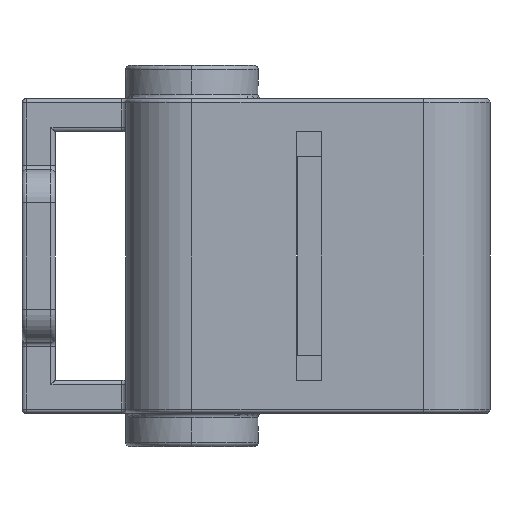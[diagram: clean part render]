
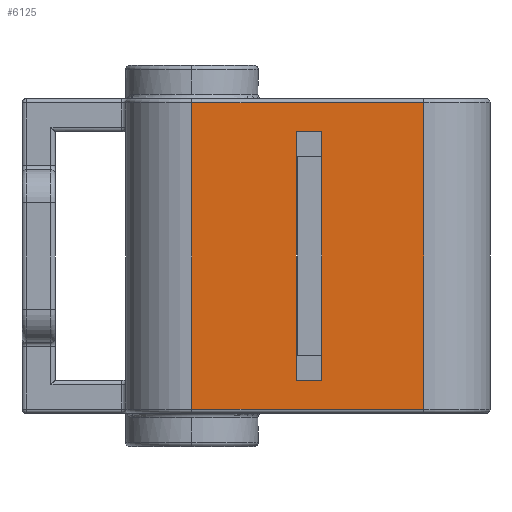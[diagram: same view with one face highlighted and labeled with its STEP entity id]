
A CAD part, front view. The second image highlights one B-rep face of the part: STEP entity #6125.
In plain terms, the highlighted face is planar.
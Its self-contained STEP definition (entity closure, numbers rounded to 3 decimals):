
#10 = VERTEX_POINT ( 'NONE', #408 ) ;
#54 = LINE ( 'NONE', #1225, #3234 ) ;
#133 = DIRECTION ( 'NONE',  ( 0., 0., 1. ) ) ;
#168 = CARTESIAN_POINT ( 'NONE',  ( -68., 0., 19. ) ) ;
#408 = CARTESIAN_POINT ( 'NONE',  ( -68., 0., 18.5 ) ) ;
#584 = DIRECTION ( 'NONE',  ( 0., 0., -1. ) ) ;
#607 = LINE ( 'NONE', #5649, #2415 ) ;
#1082 = CARTESIAN_POINT ( 'NONE',  ( -68., 0., 19. ) ) ;
#1186 = VERTEX_POINT ( 'NONE', #6490 ) ;
#1225 = CARTESIAN_POINT ( 'NONE',  ( -68., 12.6, -15. ) ) ;
#1429 = EDGE_CURVE ( 'NONE', #7170, #3672, #7168, .T. ) ;
#1435 = CARTESIAN_POINT ( 'NONE',  ( -68., 28., -18.5 ) ) ;
#1475 = ORIENTED_EDGE ( 'NONE', *, *, #4700, .T. ) ;
#1528 = CARTESIAN_POINT ( 'NONE',  ( -68., 15.7, -15. ) ) ;
#1709 = ORIENTED_EDGE ( 'NONE', *, *, #1429, .T. ) ;
#1719 = CARTESIAN_POINT ( 'NONE',  ( -68., 12.6, 15. ) ) ;
#1874 = CARTESIAN_POINT ( 'NONE',  ( -68., 28., 18.5 ) ) ;
#1975 = EDGE_CURVE ( 'NONE', #10, #7170, #2344, .T. ) ;
#2062 = CARTESIAN_POINT ( 'NONE',  ( -68., 0., -18.5 ) ) ;
#2118 = DIRECTION ( 'NONE',  ( 0., 1., 0. ) ) ;
#2167 = ORIENTED_EDGE ( 'NONE', *, *, #6880, .F. ) ;
#2176 = CARTESIAN_POINT ( 'NONE',  ( -68., 28., 19. ) ) ;
#2188 = LINE ( 'NONE', #1528, #2323 ) ;
#2216 = VERTEX_POINT ( 'NONE', #6197 ) ;
#2323 = VECTOR ( 'NONE', #5501, 1000. ) ;
#2344 = LINE ( 'NONE', #1874, #3054 ) ;
#2377 = DIRECTION ( 'NONE',  ( 0., 0., -1. ) ) ;
#2413 = DIRECTION ( 'NONE',  ( 0., 0., -1. ) ) ;
#2415 = VECTOR ( 'NONE', #2377, 1000. ) ;
#2578 = ORIENTED_EDGE ( 'NONE', *, *, #1975, .T. ) ;
#2732 = FACE_OUTER_BOUND ( 'NONE', #4792, .T. ) ;
#2804 = VERTEX_POINT ( 'NONE', #5539 ) ;
#3054 = VECTOR ( 'NONE', #4096, 1000. ) ;
#3234 = VECTOR ( 'NONE', #133, 1000. ) ;
#3471 = LINE ( 'NONE', #1719, #5196 ) ;
#3498 = VERTEX_POINT ( 'NONE', #4364 ) ;
#3520 = CARTESIAN_POINT ( 'NONE',  ( -68., 0., -18.5 ) ) ;
#3672 = VERTEX_POINT ( 'NONE', #1435 ) ;
#3850 = ORIENTED_EDGE ( 'NONE', *, *, #6819, .F. ) ;
#3913 = EDGE_CURVE ( 'NONE', #3498, #2216, #3471, .T. ) ;
#3952 = ORIENTED_EDGE ( 'NONE', *, *, #6117, .F. ) ;
#4096 = DIRECTION ( 'NONE',  ( 0., 1., 0. ) ) ;
#4221 = VECTOR ( 'NONE', #584, 1000. ) ;
#4364 = CARTESIAN_POINT ( 'NONE',  ( -68., 12.6, 15. ) ) ;
#4412 = DIRECTION ( 'NONE',  ( 1., 0., 0. ) ) ;
#4537 = AXIS2_PLACEMENT_3D ( 'NONE', #1082, #4412, #2118 ) ;
#4630 = VECTOR ( 'NONE', #2413, 1000. ) ;
#4700 = EDGE_CURVE ( 'NONE', #3672, #4811, #6882, .T. ) ;
#4792 = EDGE_LOOP ( 'NONE', ( #2167, #2578, #1709, #1475 ) ) ;
#4811 = VERTEX_POINT ( 'NONE', #2062 ) ;
#4947 = ORIENTED_EDGE ( 'NONE', *, *, #3913, .F. ) ;
#4954 = PLANE ( 'NONE',  #4537 ) ;
#5181 = LINE ( 'NONE', #168, #4630 ) ;
#5196 = VECTOR ( 'NONE', #7227, 1000. ) ;
#5282 = CARTESIAN_POINT ( 'NONE',  ( -68., 28., 18.5 ) ) ;
#5501 = DIRECTION ( 'NONE',  ( 0., -1., 0. ) ) ;
#5539 = CARTESIAN_POINT ( 'NONE',  ( -68., 15.7, -15. ) ) ;
#5649 = CARTESIAN_POINT ( 'NONE',  ( -68., 15.7, 15. ) ) ;
#5694 = EDGE_LOOP ( 'NONE', ( #4947, #6568, #3952, #3850 ) ) ;
#6117 = EDGE_CURVE ( 'NONE', #2804, #1186, #2188, .T. ) ;
#6125 = ADVANCED_FACE ( 'NONE', ( #2732, #7111 ), #4954, .F. ) ;
#6197 = CARTESIAN_POINT ( 'NONE',  ( -68., 15.7, 15. ) ) ;
#6389 = VECTOR ( 'NONE', #6839, 1000. ) ;
#6490 = CARTESIAN_POINT ( 'NONE',  ( -68., 12.6, -15. ) ) ;
#6568 = ORIENTED_EDGE ( 'NONE', *, *, #6860, .F. ) ;
#6819 = EDGE_CURVE ( 'NONE', #2216, #2804, #607, .T. ) ;
#6839 = DIRECTION ( 'NONE',  ( 0., -1., 0. ) ) ;
#6860 = EDGE_CURVE ( 'NONE', #1186, #3498, #54, .T. ) ;
#6880 = EDGE_CURVE ( 'NONE', #10, #4811, #5181, .T. ) ;
#6882 = LINE ( 'NONE', #3520, #6389 ) ;
#7111 = FACE_BOUND ( 'NONE', #5694, .T. ) ;
#7168 = LINE ( 'NONE', #2176, #4221 ) ;
#7170 = VERTEX_POINT ( 'NONE', #5282 ) ;
#7227 = DIRECTION ( 'NONE',  ( 0., 1., 0. ) ) ;
